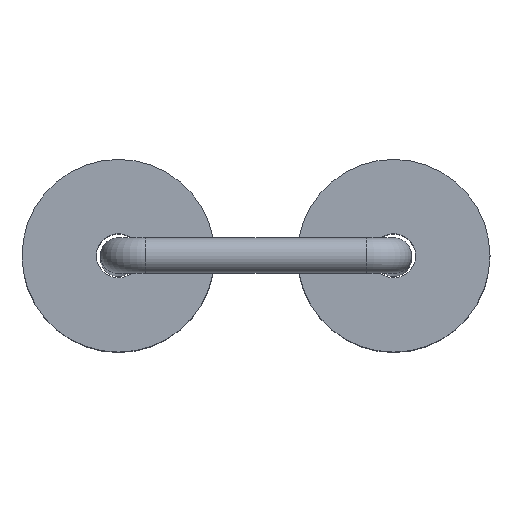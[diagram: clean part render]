
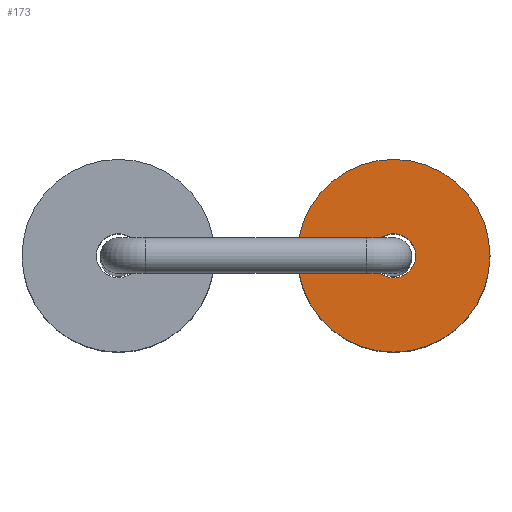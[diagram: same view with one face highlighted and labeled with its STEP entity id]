
A CAD part, top view. The second image highlights one B-rep face of the part: STEP entity #173.
In plain terms, the highlighted planar face has unit normal (0, 0, 1).
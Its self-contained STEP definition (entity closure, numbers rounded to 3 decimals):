
#47=ORIENTED_EDGE('',*,*,#69,.F.);
#48=ORIENTED_EDGE('',*,*,#70,.T.);
#69=EDGE_CURVE('',#83,#83,#97,.T.);
#70=EDGE_CURVE('',#84,#84,#98,.T.);
#83=VERTEX_POINT('',#333);
#84=VERTEX_POINT('',#335);
#97=CIRCLE('',#231,1.75);
#98=CIRCLE('',#232,0.4);
#117=EDGE_LOOP('',(#47));
#118=EDGE_LOOP('',(#48));
#145=FACE_BOUND('',#117,.T.);
#146=FACE_BOUND('',#118,.T.);
#162=PLANE('',#230);
#173=ADVANCED_FACE('',(#145,#146),#162,.F.);
#230=AXIS2_PLACEMENT_3D('',#331,#278,#279);
#231=AXIS2_PLACEMENT_3D('',#332,#280,#281);
#232=AXIS2_PLACEMENT_3D('',#334,#282,#283);
#278=DIRECTION('',(0.,0.,-1.));
#279=DIRECTION('',(-1.,0.,0.));
#280=DIRECTION('',(0.,0.,-1.));
#281=DIRECTION('',(1.,0.,0.));
#282=DIRECTION('',(0.,0.,-1.));
#283=DIRECTION('',(1.,0.,0.));
#331=CARTESIAN_POINT('',(2.5,0.,4.5));
#332=CARTESIAN_POINT('',(2.5,0.,4.5));
#333=CARTESIAN_POINT('',(4.25,0.,4.5));
#334=CARTESIAN_POINT('',(2.5,0.,4.5));
#335=CARTESIAN_POINT('',(2.9,0.,4.5));
